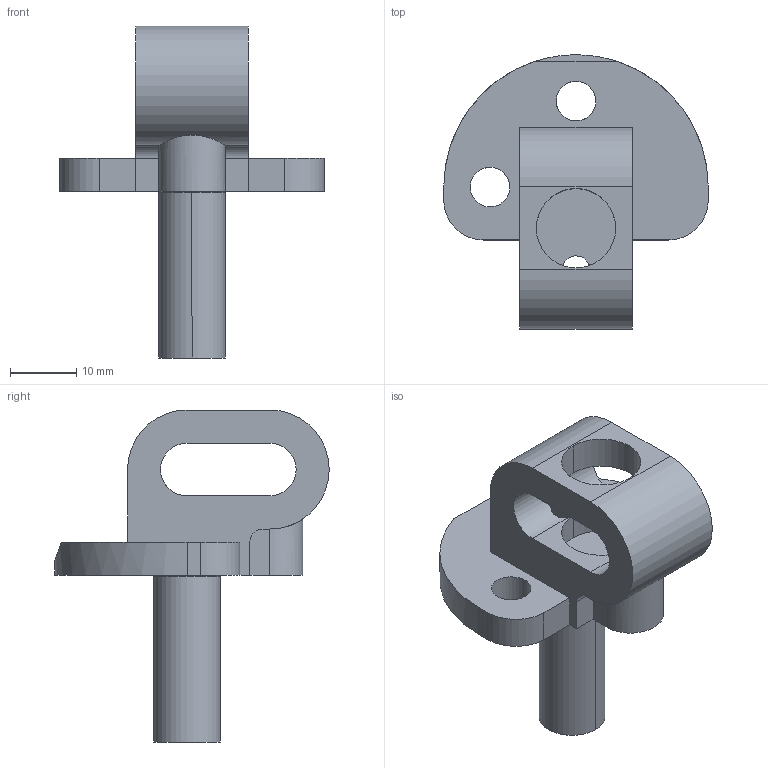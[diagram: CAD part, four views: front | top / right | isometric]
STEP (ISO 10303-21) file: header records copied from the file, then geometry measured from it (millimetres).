
FILE_DESCRIPTION(('CATIA V5 STEP Exchange'),'2;1');
FILE_NAME('Charniere Male 3 - Trou 0 degre - 06 - 2 positions oblond - butee ski.stp','2019-07-25T16:45:45+00:00',('none'),('none'),'CATIA Version 5 Release 21 GA (IN-10)','CATIA V5 STEP AP203','none');
FILE_SCHEMA(('CONFIG_CONTROL_DESIGN'));
Length unit declared in the file: millimetre
Products named in the file (1): Charniere Male 3 - Trou 0 degre - 06 - 2 positions oblond - butee ski
Bounding box: 40 x 41.5 x 50.2 mm (x, y, z)
Volume: 11748.9 mm3; surface area: 6613.6 mm2
Topology: 1 solids, 1 shells, 54 faces, 153 edges, 99 vertices
Faces by surface type: cylinder 28, plane 22, torus 2, cone 2
Entity records: 1789 total; most frequent: CARTESIAN_POINT 419, ORIENTED_EDGE 302, DIRECTION 216, EDGE_CURVE 151, AXIS2_PLACEMENT_3D 99, VERTEX_POINT 99, VECTOR 79, LINE 79
